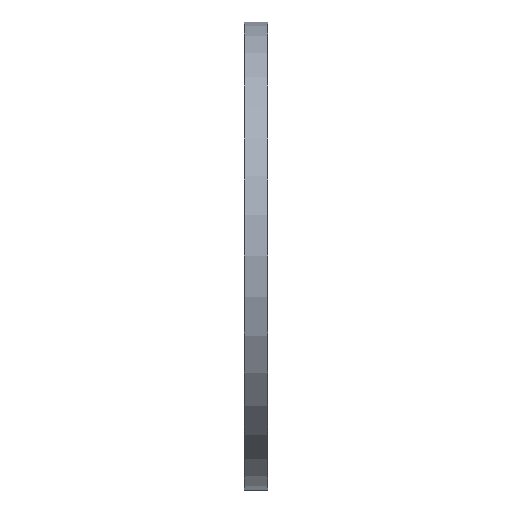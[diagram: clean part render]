
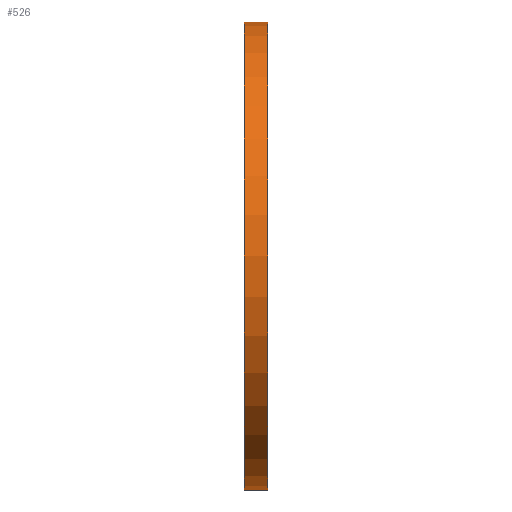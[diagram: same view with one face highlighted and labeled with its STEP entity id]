
A CAD part, left-side view. The second image highlights one B-rep face of the part: STEP entity #526.
In plain terms, the highlighted cylindrical face has radius 60 mm (diameter 120 mm), a partial arc.
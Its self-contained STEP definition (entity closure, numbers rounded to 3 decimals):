
#196 = ORIENTED_EDGE ( 'NONE', *, *, #6092, .T. ) ;
#258 = CARTESIAN_POINT ( 'NONE',  ( 0., 0., 0. ) ) ;
#526 = ADVANCED_FACE ( 'NONE', ( #11546 ), #7357, .T. ) ;
#898 = ORIENTED_EDGE ( 'NONE', *, *, #11568, .F. ) ;
#1235 = DIRECTION ( 'NONE',  ( 0., -1., 0. ) ) ;
#2435 = DIRECTION ( 'NONE',  ( 0., 1., 0. ) ) ;
#2519 = VECTOR ( 'NONE', #7558, 1000. ) ;
#2692 = DIRECTION ( 'NONE',  ( 0., 1., 0. ) ) ;
#2878 = ORIENTED_EDGE ( 'NONE', *, *, #3565, .T. ) ;
#3503 = CARTESIAN_POINT ( 'NONE',  ( 0., 6., -60. ) ) ;
#3565 = EDGE_CURVE ( 'NONE', #7504, #11662, #5982, .T. ) ;
#3574 = DIRECTION ( 'NONE',  ( 0., 0., -1. ) ) ;
#3759 = AXIS2_PLACEMENT_3D ( 'NONE', #258, #2435, #10569 ) ;
#5178 = ORIENTED_EDGE ( 'NONE', *, *, #6855, .F. ) ;
#5612 = LINE ( 'NONE', #3503, #2519 ) ;
#5982 = CIRCLE ( 'NONE', #3759, 60. ) ;
#6092 = EDGE_CURVE ( 'NONE', #6776, #7504, #5612, .T. ) ;
#6776 = VERTEX_POINT ( 'NONE', #12491 ) ;
#6855 = EDGE_CURVE ( 'NONE', #6776, #8452, #8811, .T. ) ;
#7085 = CARTESIAN_POINT ( 'NONE',  ( 0., 6., 60. ) ) ;
#7357 = CYLINDRICAL_SURFACE ( 'NONE', #11770, 60. ) ;
#7494 = AXIS2_PLACEMENT_3D ( 'NONE', #12078, #2692, #9876 ) ;
#7504 = VERTEX_POINT ( 'NONE', #11322 ) ;
#7558 = DIRECTION ( 'NONE',  ( 0., -1., 0. ) ) ;
#8359 = LINE ( 'NONE', #11685, #12865 ) ;
#8452 = VERTEX_POINT ( 'NONE', #7085 ) ;
#8769 = DIRECTION ( 'NONE',  ( 0., -1., 0. ) ) ;
#8811 = CIRCLE ( 'NONE', #7494, 60. ) ;
#8820 = CARTESIAN_POINT ( 'NONE',  ( 0., 6., 0. ) ) ;
#9197 = EDGE_LOOP ( 'NONE', ( #898, #5178, #196, #2878 ) ) ;
#9876 = DIRECTION ( 'NONE',  ( 0., 0., 1. ) ) ;
#10569 = DIRECTION ( 'NONE',  ( 0., 0., 1. ) ) ;
#11322 = CARTESIAN_POINT ( 'NONE',  ( 0., 0., -60. ) ) ;
#11546 = FACE_OUTER_BOUND ( 'NONE', #9197, .T. ) ;
#11568 = EDGE_CURVE ( 'NONE', #8452, #11662, #8359, .T. ) ;
#11662 = VERTEX_POINT ( 'NONE', #12853 ) ;
#11685 = CARTESIAN_POINT ( 'NONE',  ( 0., 6., 60. ) ) ;
#11770 = AXIS2_PLACEMENT_3D ( 'NONE', #8820, #8769, #3574 ) ;
#12078 = CARTESIAN_POINT ( 'NONE',  ( 0., 6., 0. ) ) ;
#12491 = CARTESIAN_POINT ( 'NONE',  ( 0., 6., -60. ) ) ;
#12853 = CARTESIAN_POINT ( 'NONE',  ( 0., 0., 60. ) ) ;
#12865 = VECTOR ( 'NONE', #1235, 1000. ) ;
